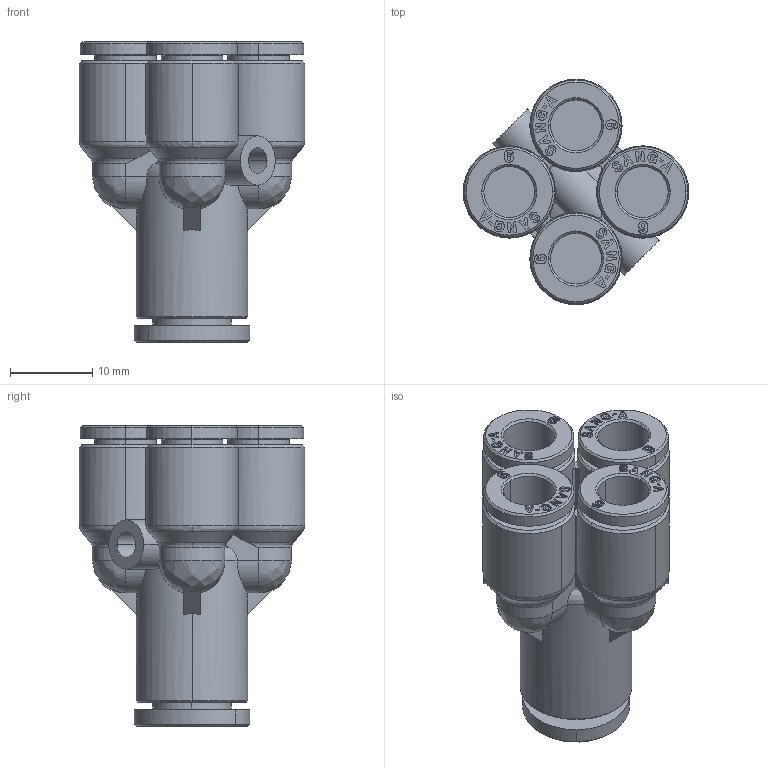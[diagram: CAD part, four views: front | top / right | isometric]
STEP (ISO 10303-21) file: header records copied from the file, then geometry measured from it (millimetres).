
FILE_DESCRIPTION (( 'STEP AP214' ), '1' );
FILE_NAME ('PXG08-06.stp', '2015-08-21T11:44:08', ( '' ), ( '' ), 'SwSTEP 2.0', 'SolidWorks 2015', '' );
FILE_SCHEMA (( 'AUTOMOTIVE_DESIGN' ));
Length unit declared in the file: millimetre
Products named in the file (2): PXG08-06; ｦ+ﾃｦ1
Assembly tree (1 placements, depth 2):
  PXG08-06
    ｦ+ﾃｦ1
Bounding box: 27.4 x 27.4 x 36.55 mm (x, y, z)
Volume: 6599.5 mm3; surface area: 6148.6 mm2
Topology: 1 solids, 1 shells, 1357 faces, 3821 edges, 2537 vertices
Faces by surface type: plane 1047, bspline 156, cylinder 100, cone 49, torus 5
Entity records: 47074 total; most frequent: CARTESIAN_POINT 12222, ORIENTED_EDGE 7642, DIRECTION 6069, EDGE_CURVE 3821, LINE 3091, VECTOR 3091, VERTEX_POINT 2537, AXIS2_PLACEMENT_3D 1489
